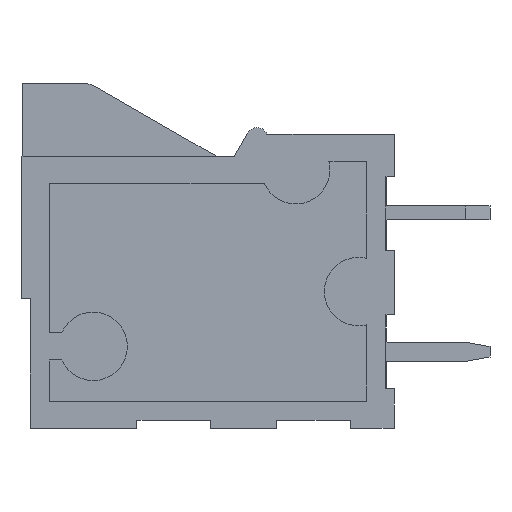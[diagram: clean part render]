
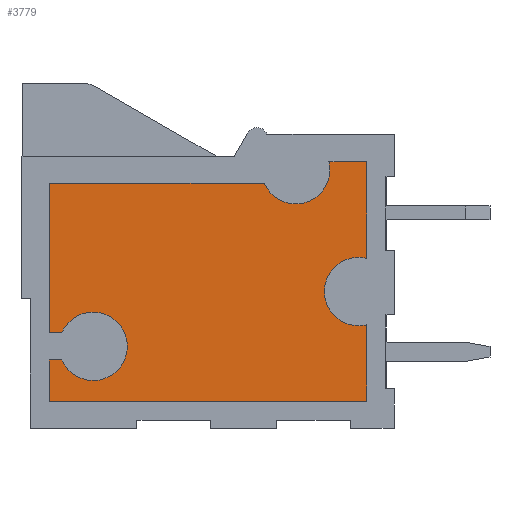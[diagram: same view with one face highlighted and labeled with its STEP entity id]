
A CAD part, left-side view. The second image highlights one B-rep face of the part: STEP entity #3779.
In plain terms, the highlighted planar face has unit normal (-1, 0, 0).
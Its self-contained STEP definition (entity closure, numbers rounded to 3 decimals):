
#2377 = EDGE_CURVE('',#2378,#2380,#2382,.T.);
#2378 = VERTEX_POINT('',#2379);
#2379 = CARTESIAN_POINT('',(1.5,12.146,-10.1));
#2380 = VERTEX_POINT('',#2381);
#2381 = CARTESIAN_POINT('',(1.5,11.,-10.85));
#2382 = CIRCLE('',#2383,1.25);
#2383 = AXIS2_PLACEMENT_3D('',#2384,#2385,#2386);
#2384 = CARTESIAN_POINT('',(1.5,11.,-9.6));
#2385 = DIRECTION('',(-1.,0.,0.));
#2386 = DIRECTION('',(0.,0.,1.));
#2420 = EDGE_CURVE('',#2380,#2421,#2423,.T.);
#2421 = VERTEX_POINT('',#2422);
#2422 = CARTESIAN_POINT('',(1.5,11.,-8.35));
#2423 = CIRCLE('',#2424,1.25);
#2424 = AXIS2_PLACEMENT_3D('',#2425,#2426,#2427);
#2425 = CARTESIAN_POINT('',(1.5,11.,-9.6));
#2426 = DIRECTION('',(-1.,0.,0.));
#2427 = DIRECTION('',(0.,0.,1.));
#2452 = EDGE_CURVE('',#2453,#2455,#2457,.T.);
#2453 = VERTEX_POINT('',#2454);
#2454 = CARTESIAN_POINT('',(1.5,1.3,-6.35));
#2455 = VERTEX_POINT('',#2456);
#2456 = CARTESIAN_POINT('',(1.5,1.3,-8.85));
#2457 = CIRCLE('',#2458,1.25);
#2458 = AXIS2_PLACEMENT_3D('',#2459,#2460,#2461);
#2459 = CARTESIAN_POINT('',(1.5,1.3,-7.6));
#2460 = DIRECTION('',(-1.,0.,0.));
#2461 = DIRECTION('',(0.,0.,1.));
#2494 = EDGE_CURVE('',#2495,#2453,#2497,.T.);
#2495 = VERTEX_POINT('',#2496);
#2496 = CARTESIAN_POINT('',(1.5,1.,-6.387));
#2497 = CIRCLE('',#2498,1.25);
#2498 = AXIS2_PLACEMENT_3D('',#2499,#2500,#2501);
#2499 = CARTESIAN_POINT('',(1.5,1.3,-7.6));
#2500 = DIRECTION('',(-1.,0.,0.));
#2501 = DIRECTION('',(0.,0.,1.));
#3507 = EDGE_CURVE('',#2455,#3508,#3510,.T.);
#3508 = VERTEX_POINT('',#3509);
#3509 = CARTESIAN_POINT('',(1.5,1.,-8.813));
#3510 = CIRCLE('',#3511,1.25);
#3511 = AXIS2_PLACEMENT_3D('',#3512,#3513,#3514);
#3512 = CARTESIAN_POINT('',(1.5,1.3,-7.6));
#3513 = DIRECTION('',(-1.,0.,0.));
#3514 = DIRECTION('',(0.,0.,1.));
#3533 = EDGE_CURVE('',#3534,#3508,#3536,.T.);
#3534 = VERTEX_POINT('',#3535);
#3535 = CARTESIAN_POINT('',(1.5,1.,-11.6));
#3536 = LINE('',#3537,#3538);
#3537 = CARTESIAN_POINT('',(1.5,1.,0.));
#3538 = VECTOR('',#3539,1.);
#3539 = DIRECTION('',(0.,0.,1.));
#3557 = EDGE_CURVE('',#3558,#3534,#3560,.T.);
#3558 = VERTEX_POINT('',#3559);
#3559 = CARTESIAN_POINT('',(1.5,12.6,-11.6));
#3560 = LINE('',#3561,#3562);
#3561 = CARTESIAN_POINT('',(1.5,0.,-11.6));
#3562 = VECTOR('',#3563,1.);
#3563 = DIRECTION('',(0.,-1.,0.));
#3581 = EDGE_CURVE('',#3558,#3582,#3584,.T.);
#3582 = VERTEX_POINT('',#3583);
#3583 = CARTESIAN_POINT('',(1.5,12.6,-10.1));
#3584 = LINE('',#3585,#3586);
#3585 = CARTESIAN_POINT('',(1.5,12.6,0.));
#3586 = VECTOR('',#3587,1.);
#3587 = DIRECTION('',(0.,0.,1.));
#3605 = EDGE_CURVE('',#3582,#2378,#3606,.T.);
#3606 = LINE('',#3607,#3608);
#3607 = CARTESIAN_POINT('',(1.5,0.,-10.1));
#3608 = VECTOR('',#3609,1.);
#3609 = DIRECTION('',(0.,-1.,0.));
#3621 = EDGE_CURVE('',#2421,#3622,#3624,.T.);
#3622 = VERTEX_POINT('',#3623);
#3623 = CARTESIAN_POINT('',(1.5,12.146,-9.1));
#3624 = CIRCLE('',#3625,1.25);
#3625 = AXIS2_PLACEMENT_3D('',#3626,#3627,#3628);
#3626 = CARTESIAN_POINT('',(1.5,11.,-9.6));
#3627 = DIRECTION('',(-1.,0.,0.));
#3628 = DIRECTION('',(0.,0.,1.));
#3647 = EDGE_CURVE('',#3648,#3622,#3650,.T.);
#3648 = VERTEX_POINT('',#3649);
#3649 = CARTESIAN_POINT('',(1.5,12.6,-9.1));
#3650 = LINE('',#3651,#3652);
#3651 = CARTESIAN_POINT('',(1.5,0.,-9.1));
#3652 = VECTOR('',#3653,1.);
#3653 = DIRECTION('',(0.,-1.,0.));
#3671 = EDGE_CURVE('',#3648,#3672,#3674,.T.);
#3672 = VERTEX_POINT('',#3673);
#3673 = CARTESIAN_POINT('',(1.5,12.6,-3.65));
#3674 = LINE('',#3675,#3676);
#3675 = CARTESIAN_POINT('',(1.5,12.6,0.));
#3676 = VECTOR('',#3677,1.);
#3677 = DIRECTION('',(0.,0.,1.));
#3695 = EDGE_CURVE('',#3696,#3672,#3698,.T.);
#3696 = VERTEX_POINT('',#3697);
#3697 = CARTESIAN_POINT('',(1.5,4.746,-3.65));
#3698 = LINE('',#3699,#3700);
#3699 = CARTESIAN_POINT('',(1.5,0.,-3.65));
#3700 = VECTOR('',#3701,1.);
#3701 = DIRECTION('',(0.,1.,0.));
#3719 = EDGE_CURVE('',#3696,#3720,#3722,.T.);
#3720 = VERTEX_POINT('',#3721);
#3721 = CARTESIAN_POINT('',(1.5,2.387,-2.85));
#3722 = CIRCLE('',#3723,1.25);
#3723 = AXIS2_PLACEMENT_3D('',#3724,#3725,#3726);
#3724 = CARTESIAN_POINT('',(1.5,3.6,-3.15));
#3725 = DIRECTION('',(-1.,0.,0.));
#3726 = DIRECTION('',(0.,0.,1.));
#3744 = EDGE_CURVE('',#3720,#3745,#3747,.T.);
#3745 = VERTEX_POINT('',#3746);
#3746 = CARTESIAN_POINT('',(1.5,1.,-2.85));
#3747 = LINE('',#3748,#3749);
#3748 = CARTESIAN_POINT('',(1.5,0.,-2.85));
#3749 = VECTOR('',#3750,1.);
#3750 = DIRECTION('',(0.,-1.,0.));
#3768 = EDGE_CURVE('',#2495,#3745,#3769,.T.);
#3769 = LINE('',#3770,#3771);
#3770 = CARTESIAN_POINT('',(1.5,1.,0.));
#3771 = VECTOR('',#3772,1.);
#3772 = DIRECTION('',(0.,0.,1.));
#3779 = ADVANCED_FACE('',(#3780),#3798,.T.);
#3780 = FACE_BOUND('',#3781,.T.);
#3781 = EDGE_LOOP('',(#3782,#3783,#3784,#3785,#3786,#3787,#3788,#3789,
    #3790,#3791,#3792,#3793,#3794,#3795,#3796,#3797));
#3782 = ORIENTED_EDGE('',*,*,#2494,.F.);
#3783 = ORIENTED_EDGE('',*,*,#3768,.T.);
#3784 = ORIENTED_EDGE('',*,*,#3744,.F.);
#3785 = ORIENTED_EDGE('',*,*,#3719,.F.);
#3786 = ORIENTED_EDGE('',*,*,#3695,.T.);
#3787 = ORIENTED_EDGE('',*,*,#3671,.F.);
#3788 = ORIENTED_EDGE('',*,*,#3647,.T.);
#3789 = ORIENTED_EDGE('',*,*,#3621,.F.);
#3790 = ORIENTED_EDGE('',*,*,#2420,.F.);
#3791 = ORIENTED_EDGE('',*,*,#2377,.F.);
#3792 = ORIENTED_EDGE('',*,*,#3605,.F.);
#3793 = ORIENTED_EDGE('',*,*,#3581,.F.);
#3794 = ORIENTED_EDGE('',*,*,#3557,.T.);
#3795 = ORIENTED_EDGE('',*,*,#3533,.T.);
#3796 = ORIENTED_EDGE('',*,*,#3507,.F.);
#3797 = ORIENTED_EDGE('',*,*,#2452,.F.);
#3798 = PLANE('',#3799);
#3799 = AXIS2_PLACEMENT_3D('',#3800,#3801,#3802);
#3800 = CARTESIAN_POINT('',(1.5,0.,0.));
#3801 = DIRECTION('',(-1.,0.,0.));
#3802 = DIRECTION('',(0.,0.,1.));
